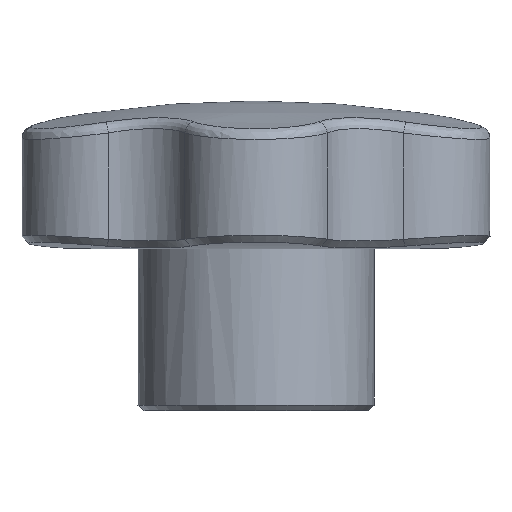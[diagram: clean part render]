
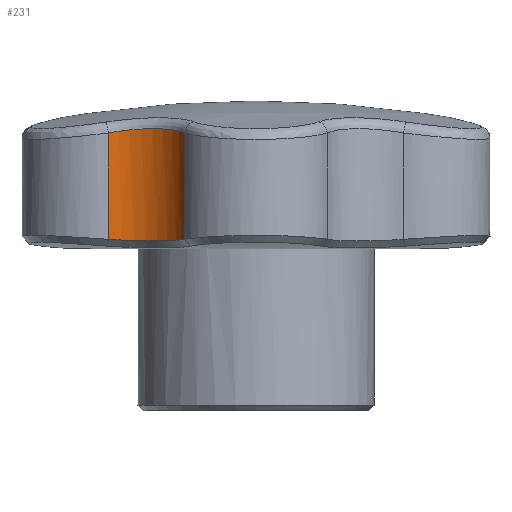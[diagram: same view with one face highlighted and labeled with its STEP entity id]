
A CAD part, front view. The second image highlights one B-rep face of the part: STEP entity #231.
In plain terms, the highlighted cylindrical face has radius 10 mm (diameter 20 mm), a partial arc.
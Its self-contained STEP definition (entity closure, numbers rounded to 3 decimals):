
#231 = ADVANCED_FACE( '', ( #467 ), #468, .F. );
#467 = FACE_OUTER_BOUND( '', #3593, .T. );
#468 = CYLINDRICAL_SURFACE( '', #3594, 10. );
#3593 = EDGE_LOOP( '', ( #4355, #4356, #4357, #4358 ) );
#3594 = AXIS2_PLACEMENT_3D( '', #4359, #4360, #4361 );
#4355 = ORIENTED_EDGE( '', *, *, #4381, .T. );
#4356 = ORIENTED_EDGE( '', *, *, #4556, .T. );
#4357 = ORIENTED_EDGE( '', *, *, #4561, .F. );
#4358 = ORIENTED_EDGE( '', *, *, #4513, .T. );
#4359 = CARTESIAN_POINT( '', ( -18.828, -32.61, 45. ) );
#4360 = DIRECTION( '', ( 0., 0., 1. ) );
#4361 = DIRECTION( '', ( -1., 0., 0. ) );
#4381 = EDGE_CURVE( '', #4659, #4657, #4660, .T. );
#4513 = EDGE_CURVE( '', #4887, #4659, #4890, .T. );
#4556 = EDGE_CURVE( '', #4657, #4947, #4949, .T. );
#4561 = EDGE_CURVE( '', #4887, #4947, #4955, .T. );
#4657 = VERTEX_POINT( '', #5184 );
#4659 = VERTEX_POINT( '', #5242 );
#4660 = LINE( '', #5243, #5244 );
#4887 = VERTEX_POINT( '', #6956 );
#4890 = B_SPLINE_CURVE_WITH_KNOTS( '', 3, ( #6959, #6960, #6961, #6962, #6963, #6964, #6965, #6966, #6967, #6968, #6969, #6970, #6971, #6972, #6973, #6974, #6975, #6976, #6977, #6978, #6979, #6980, #6981, #6982, #6983, #6984, #6985, #6986, #6987, #6988, #6989, #6990, #6991, #6992, #6993, #6994, #6995, #6996, #6997, #6998, #6999, #7000 ), .UNSPECIFIED., .F., .F., ( 4, 1, 1, 2, 2, 2, 1, 1, 2, 1, 2, 2, 1, 2, 2, 1, 2, 1, 1, 2, 2, 2, 1, 2, 1, 1, 4 ), ( 0., 0.001, 0.002, 0.002, 0.003, 0.003, 0.003, 0.004, 0.004, 0.005, 0.006, 0.006, 0.007, 0.007, 0.007, 0.007, 0.007, 0.008, 0.009, 0.01, 0.01, 0.01, 0.01, 0.01, 0.011, 0.012, 0.013 ), .UNSPECIFIED. );
#4947 = VERTEX_POINT( '', #7417 );
#4949 = B_SPLINE_CURVE_WITH_KNOTS( '', 3, ( #7420, #7421, #7422, #7423, #7424, #7425, #7426, #7427, #7428, #7429, #7430, #7431, #7432, #7433, #7434, #7435, #7436, #7437, #7438, #7439, #7440, #7441, #7442, #7443, #7444, #7445, #7446, #7447, #7448, #7449, #7450 ), .UNSPECIFIED., .F., .F., ( 4, 1, 1, 1, 1, 1, 1, 1, 1, 1, 1, 1, 1, 1, 1, 1, 1, 1, 1, 1, 1, 1, 1, 1, 1, 1, 1, 1, 4 ), ( 0., 0.025, 0.05, 0.075, 0.101, 0.127, 0.153, 0.18, 0.207, 0.235, 0.263, 0.291, 0.32, 0.349, 0.379, 0.408, 0.439, 0.469, 0.501, 0.556, 0.61, 0.664, 0.715, 0.766, 0.815, 0.863, 0.91, 0.956, 1. ), .UNSPECIFIED. );
#4955 = LINE( '', #7456, #7457 );
#5184 = CARTESIAN_POINT( '', ( -19.993, -22.678, 23.269 ) );
#5242 = CARTESIAN_POINT( '', ( -19.993, -22.678, 37.689 ) );
#5243 = CARTESIAN_POINT( '', ( -19.993, -22.678, 45. ) );
#5244 = VECTOR( '', #7942, 1000. );
#6956 = CARTESIAN_POINT( '', ( -9.643, -28.654, 37.689 ) );
#6959 = CARTESIAN_POINT( '', ( -9.643, -28.654, 37.689 ) );
#6960 = CARTESIAN_POINT( '', ( -9.749, -28.409, 37.735 ) );
#6961 = CARTESIAN_POINT( '', ( -9.978, -27.93, 37.821 ) );
#6962 = CARTESIAN_POINT( '', ( -10.377, -27.244, 37.934 ) );
#6963 = CARTESIAN_POINT( '', ( -10.679, -26.808, 37.999 ) );
#6964 = CARTESIAN_POINT( '', ( -10.999, -26.383, 38.059 ) );
#6965 = CARTESIAN_POINT( '', ( -11.168, -26.176, 38.086 ) );
#6966 = CARTESIAN_POINT( '', ( -11.369, -25.949, 38.113 ) );
#6967 = CARTESIAN_POINT( '', ( -11.391, -25.924, 38.116 ) );
#6968 = CARTESIAN_POINT( '', ( -11.436, -25.874, 38.122 ) );
#6969 = CARTESIAN_POINT( '', ( -11.505, -25.8, 38.131 ) );
#6970 = CARTESIAN_POINT( '', ( -11.666, -25.629, 38.15 ) );
#6971 = CARTESIAN_POINT( '', ( -11.808, -25.487, 38.165 ) );
#6972 = CARTESIAN_POINT( '', ( -12.098, -25.209, 38.193 ) );
#6973 = CARTESIAN_POINT( '', ( -12.497, -24.855, 38.223 ) );
#6974 = CARTESIAN_POINT( '', ( -12.923, -24.535, 38.242 ) );
#6975 = CARTESIAN_POINT( '', ( -13.363, -24.231, 38.254 ) );
#6976 = CARTESIAN_POINT( '', ( -13.59, -24.087, 38.257 ) );
#6977 = CARTESIAN_POINT( '', ( -13.853, -23.935, 38.257 ) );
#6978 = CARTESIAN_POINT( '', ( -13.897, -23.91, 38.257 ) );
#6979 = CARTESIAN_POINT( '', ( -13.941, -23.885, 38.257 ) );
#6980 = CARTESIAN_POINT( '', ( -13.971, -23.869, 38.257 ) );
#6981 = CARTESIAN_POINT( '', ( -13.985, -23.861, 38.257 ) );
#6982 = CARTESIAN_POINT( '', ( -14.059, -23.82, 38.256 ) );
#6983 = CARTESIAN_POINT( '', ( -14.238, -23.724, 38.254 ) );
#6984 = CARTESIAN_POINT( '', ( -14.418, -23.634, 38.251 ) );
#6985 = CARTESIAN_POINT( '', ( -14.782, -23.461, 38.242 ) );
#6986 = CARTESIAN_POINT( '', ( -15.274, -23.252, 38.223 ) );
#6987 = CARTESIAN_POINT( '', ( -16.032, -22.998, 38.178 ) );
#6988 = CARTESIAN_POINT( '', ( -16.551, -22.869, 38.135 ) );
#6989 = CARTESIAN_POINT( '', ( -16.88, -22.801, 38.105 ) );
#6990 = CARTESIAN_POINT( '', ( -16.946, -22.789, 38.099 ) );
#6991 = CARTESIAN_POINT( '', ( -17.045, -22.77, 38.089 ) );
#6992 = CARTESIAN_POINT( '', ( -17.078, -22.764, 38.086 ) );
#6993 = CARTESIAN_POINT( '', ( -17.145, -22.753, 38.079 ) );
#6994 = CARTESIAN_POINT( '', ( -17.31, -22.725, 38.062 ) );
#6995 = CARTESIAN_POINT( '', ( -17.476, -22.701, 38.045 ) );
#6996 = CARTESIAN_POINT( '', ( -17.874, -22.652, 38. ) );
#6997 = CARTESIAN_POINT( '', ( -18.404, -22.609, 37.935 ) );
#6998 = CARTESIAN_POINT( '', ( -19.199, -22.607, 37.821 ) );
#6999 = CARTESIAN_POINT( '', ( -19.728, -22.647, 37.735 ) );
#7000 = CARTESIAN_POINT( '', ( -19.993, -22.678, 37.689 ) );
#7417 = CARTESIAN_POINT( '', ( -9.643, -28.654, 23.269 ) );
#7420 = CARTESIAN_POINT( '', ( -19.993, -22.678, 23.269 ) );
#7421 = CARTESIAN_POINT( '', ( -19.889, -22.667, 23.261 ) );
#7422 = CARTESIAN_POINT( '', ( -19.68, -22.644, 23.245 ) );
#7423 = CARTESIAN_POINT( '', ( -19.361, -22.623, 23.224 ) );
#7424 = CARTESIAN_POINT( '', ( -19.037, -22.611, 23.203 ) );
#7425 = CARTESIAN_POINT( '', ( -18.709, -22.609, 23.184 ) );
#7426 = CARTESIAN_POINT( '', ( -18.375, -22.619, 23.167 ) );
#7427 = CARTESIAN_POINT( '', ( -18.037, -22.64, 23.15 ) );
#7428 = CARTESIAN_POINT( '', ( -17.694, -22.673, 23.135 ) );
#7429 = CARTESIAN_POINT( '', ( -17.348, -22.718, 23.121 ) );
#7430 = CARTESIAN_POINT( '', ( -17., -22.777, 23.109 ) );
#7431 = CARTESIAN_POINT( '', ( -16.648, -22.848, 23.098 ) );
#7432 = CARTESIAN_POINT( '', ( -16.295, -22.934, 23.088 ) );
#7433 = CARTESIAN_POINT( '', ( -15.94, -23.034, 23.08 ) );
#7434 = CARTESIAN_POINT( '', ( -15.584, -23.148, 23.072 ) );
#7435 = CARTESIAN_POINT( '', ( -15.228, -23.278, 23.066 ) );
#7436 = CARTESIAN_POINT( '', ( -14.873, -23.422, 23.062 ) );
#7437 = CARTESIAN_POINT( '', ( -14.52, -23.583, 23.059 ) );
#7438 = CARTESIAN_POINT( '', ( -14.168, -23.759, 23.057 ) );
#7439 = CARTESIAN_POINT( '', ( -13.729, -24.002, 23.056 ) );
#7440 = CARTESIAN_POINT( '', ( -13.218, -24.322, 23.058 ) );
#7441 = CARTESIAN_POINT( '', ( -12.655, -24.733, 23.064 ) );
#7442 = CARTESIAN_POINT( '', ( -12.134, -25.171, 23.075 ) );
#7443 = CARTESIAN_POINT( '', ( -11.655, -25.632, 23.089 ) );
#7444 = CARTESIAN_POINT( '', ( -11.218, -26.111, 23.108 ) );
#7445 = CARTESIAN_POINT( '', ( -10.824, -26.605, 23.132 ) );
#7446 = CARTESIAN_POINT( '', ( -10.47, -27.108, 23.159 ) );
#7447 = CARTESIAN_POINT( '', ( -10.156, -27.619, 23.191 ) );
#7448 = CARTESIAN_POINT( '', ( -9.878, -28.132, 23.227 ) );
#7449 = CARTESIAN_POINT( '', ( -9.721, -28.482, 23.255 ) );
#7450 = CARTESIAN_POINT( '', ( -9.643, -28.654, 23.269 ) );
#7456 = CARTESIAN_POINT( '', ( -9.643, -28.654, 45. ) );
#7457 = VECTOR( '', #8111, 1000. );
#7942 = DIRECTION( '', ( 0., 0., -1. ) );
#8111 = DIRECTION( '', ( 0., 0., -1. ) );
